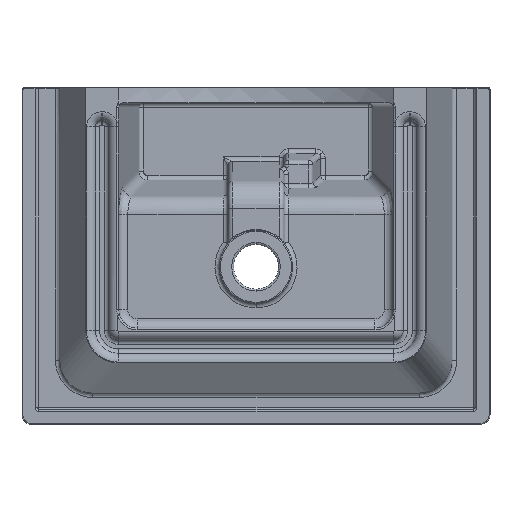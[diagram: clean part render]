
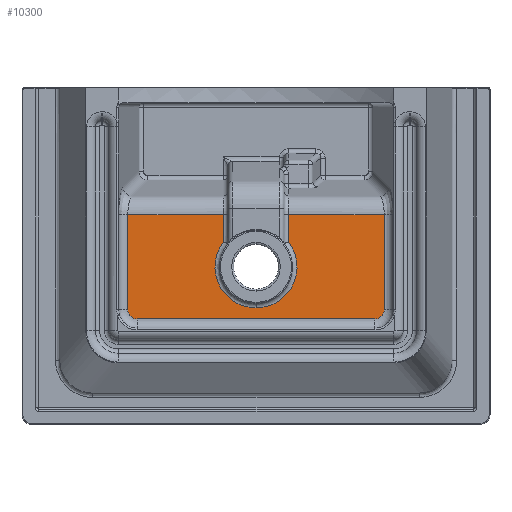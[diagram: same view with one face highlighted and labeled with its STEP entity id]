
A CAD part, front view. The second image highlights one B-rep face of the part: STEP entity #10300.
In plain terms, the highlighted planar face has unit normal (0, -1, 0).
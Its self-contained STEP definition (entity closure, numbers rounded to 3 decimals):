
#5 = LINE ( 'NONE', #4401, #10632 ) ;
#34 = ORIENTED_EDGE ( 'NONE', *, *, #2148, .T. ) ;
#448 = ORIENTED_EDGE ( 'NONE', *, *, #6196, .T. ) ;
#528 = AXIS2_PLACEMENT_3D ( 'NONE', #6349, #11597, #808 ) ;
#609 = DIRECTION ( 'NONE',  ( 0., 0., -1. ) ) ;
#640 = EDGE_CURVE ( 'NONE', #5678, #8373, #1596, .T. ) ;
#719 = DIRECTION ( 'NONE',  ( 0., -1., 0. ) ) ;
#800 = CARTESIAN_POINT ( 'NONE',  ( 127.5, -118., -67.846 ) ) ;
#808 = DIRECTION ( 'NONE',  ( 0., 0., -1. ) ) ;
#851 = CARTESIAN_POINT ( 'NONE',  ( -137.346, -118., -58. ) ) ;
#861 = CARTESIAN_POINT ( 'NONE',  ( 127.5, -118., -67.846 ) ) ;
#1028 = ORIENTED_EDGE ( 'NONE', *, *, #8508, .T. ) ;
#1041 = ORIENTED_EDGE ( 'NONE', *, *, #1971, .T. ) ;
#1084 = ORIENTED_EDGE ( 'NONE', *, *, #7686, .T. ) ;
#1088 = EDGE_CURVE ( 'NONE', #2539, #10141, #2971, .T. ) ;
#1273 = DIRECTION ( 'NONE',  ( 0., 0., -1. ) ) ;
#1596 = LINE ( 'NONE', #10296, #5640 ) ;
#1712 = VECTOR ( 'NONE', #4265, 1000. ) ;
#1766 = EDGE_CURVE ( 'NONE', #12814, #13476, #3979, .T. ) ;
#1807 = CARTESIAN_POINT ( 'NONE',  ( 127.5, -118., -58. ) ) ;
#1966 = FACE_OUTER_BOUND ( 'NONE', #5557, .T. ) ;
#1971 = EDGE_CURVE ( 'NONE', #9924, #2539, #5, .T. ) ;
#2148 = EDGE_CURVE ( 'NONE', #5768, #8529, #6959, .T. ) ;
#2149 = CIRCLE ( 'NONE', #10872, 9.846 ) ;
#2161 = DIRECTION ( 'NONE',  ( 0., 1., 0. ) ) ;
#2539 = VERTEX_POINT ( 'NONE', #6482 ) ;
#2864 = CARTESIAN_POINT ( 'NONE',  ( 137.346, -118., -58. ) ) ;
#2931 = CIRCLE ( 'NONE', #13475, 9.846 ) ;
#2971 = CIRCLE ( 'NONE', #14206, 44. ) ;
#3282 = VECTOR ( 'NONE', #11549, 1000. ) ;
#3625 = CARTESIAN_POINT ( 'NONE',  ( 0., -118., -56. ) ) ;
#3692 = ORIENTED_EDGE ( 'NONE', *, *, #1088, .T. ) ;
#3979 = LINE ( 'NONE', #800, #1712 ) ;
#4107 = CARTESIAN_POINT ( 'NONE',  ( -35., -118., 43.981 ) ) ;
#4258 = CARTESIAN_POINT ( 'NONE',  ( -35., -118., 14.665 ) ) ;
#4265 = DIRECTION ( 'NONE',  ( 1., 0., 0. ) ) ;
#4385 = CARTESIAN_POINT ( 'NONE',  ( 137.346, -118., 43.981 ) ) ;
#4401 = CARTESIAN_POINT ( 'NONE',  ( 35., -118., 12.92 ) ) ;
#4426 = CARTESIAN_POINT ( 'NONE',  ( 35., -118., 43.981 ) ) ;
#4947 = CARTESIAN_POINT ( 'NONE',  ( -145.737, -118., 43.981 ) ) ;
#4968 = CARTESIAN_POINT ( 'NONE',  ( -145.737, -118., 43.981 ) ) ;
#5043 = DIRECTION ( 'NONE',  ( -1., 0., 0. ) ) ;
#5465 = CIRCLE ( 'NONE', #5914, 44. ) ;
#5557 = EDGE_LOOP ( 'NONE', ( #6656, #1041, #3692, #1084, #1028, #448, #12979, #12220, #12662, #6339, #34 ) ) ;
#5640 = VECTOR ( 'NONE', #12438, 1000. ) ;
#5678 = VERTEX_POINT ( 'NONE', #7883 ) ;
#5768 = VERTEX_POINT ( 'NONE', #12647 ) ;
#5914 = AXIS2_PLACEMENT_3D ( 'NONE', #9784, #2161, #6760 ) ;
#5936 = DIRECTION ( 'NONE',  ( 0., -1., 0. ) ) ;
#6113 = LINE ( 'NONE', #4968, #12333 ) ;
#6196 = EDGE_CURVE ( 'NONE', #10076, #5678, #11624, .T. ) ;
#6339 = ORIENTED_EDGE ( 'NONE', *, *, #13456, .T. ) ;
#6349 = CARTESIAN_POINT ( 'NONE',  ( 127.5, -118., -58. ) ) ;
#6482 = CARTESIAN_POINT ( 'NONE',  ( 35., -118., 14.665 ) ) ;
#6515 = EDGE_CURVE ( 'NONE', #8373, #12814, #2149, .T. ) ;
#6656 = ORIENTED_EDGE ( 'NONE', *, *, #8172, .T. ) ;
#6760 = DIRECTION ( 'NONE',  ( 0., 0., -1. ) ) ;
#6959 = LINE ( 'NONE', #2864, #3282 ) ;
#7614 = DIRECTION ( 'NONE',  ( 0., 1., 0. ) ) ;
#7686 = EDGE_CURVE ( 'NONE', #10141, #13540, #5465, .T. ) ;
#7883 = CARTESIAN_POINT ( 'NONE',  ( -137.346, -118., 43.981 ) ) ;
#8172 = EDGE_CURVE ( 'NONE', #8529, #9924, #6113, .T. ) ;
#8197 = VECTOR ( 'NONE', #9410, 1000. ) ;
#8276 = DIRECTION ( 'NONE',  ( 0., 0., -1. ) ) ;
#8373 = VERTEX_POINT ( 'NONE', #851 ) ;
#8487 = DIRECTION ( 'NONE',  ( 0., 0., 1. ) ) ;
#8508 = EDGE_CURVE ( 'NONE', #13540, #10076, #11926, .T. ) ;
#8529 = VERTEX_POINT ( 'NONE', #4385 ) ;
#8781 = DIRECTION ( 'NONE',  ( 0., 0., -1. ) ) ;
#8907 = VECTOR ( 'NONE', #8487, 1000. ) ;
#9314 = CARTESIAN_POINT ( 'NONE',  ( -35., -118., 43.981 ) ) ;
#9410 = DIRECTION ( 'NONE',  ( -1., 0., 0. ) ) ;
#9784 = CARTESIAN_POINT ( 'NONE',  ( 0., -118., -12. ) ) ;
#9924 = VERTEX_POINT ( 'NONE', #4426 ) ;
#9980 = CARTESIAN_POINT ( 'NONE',  ( 0., -118., -12. ) ) ;
#10076 = VERTEX_POINT ( 'NONE', #9314 ) ;
#10141 = VERTEX_POINT ( 'NONE', #3625 ) ;
#10296 = CARTESIAN_POINT ( 'NONE',  ( -137.346, -118., -58. ) ) ;
#10300 = ADVANCED_FACE ( 'NONE', ( #1966 ), #12675, .T. ) ;
#10632 = VECTOR ( 'NONE', #8781, 1000. ) ;
#10872 = AXIS2_PLACEMENT_3D ( 'NONE', #13545, #5936, #609 ) ;
#11023 = CARTESIAN_POINT ( 'NONE',  ( -127.5, -118., -67.846 ) ) ;
#11549 = DIRECTION ( 'NONE',  ( 0., 0., 1. ) ) ;
#11597 = DIRECTION ( 'NONE',  ( 0., -1., 0. ) ) ;
#11624 = LINE ( 'NONE', #4947, #8197 ) ;
#11926 = LINE ( 'NONE', #4107, #8907 ) ;
#12220 = ORIENTED_EDGE ( 'NONE', *, *, #6515, .T. ) ;
#12333 = VECTOR ( 'NONE', #5043, 1000. ) ;
#12438 = DIRECTION ( 'NONE',  ( 0., 0., -1. ) ) ;
#12647 = CARTESIAN_POINT ( 'NONE',  ( 137.346, -118., -58. ) ) ;
#12662 = ORIENTED_EDGE ( 'NONE', *, *, #1766, .T. ) ;
#12675 = PLANE ( 'NONE',  #528 ) ;
#12814 = VERTEX_POINT ( 'NONE', #11023 ) ;
#12979 = ORIENTED_EDGE ( 'NONE', *, *, #640, .T. ) ;
#13456 = EDGE_CURVE ( 'NONE', #13476, #5768, #2931, .T. ) ;
#13475 = AXIS2_PLACEMENT_3D ( 'NONE', #1807, #719, #8276 ) ;
#13476 = VERTEX_POINT ( 'NONE', #861 ) ;
#13540 = VERTEX_POINT ( 'NONE', #4258 ) ;
#13545 = CARTESIAN_POINT ( 'NONE',  ( -127.5, -118., -58. ) ) ;
#14206 = AXIS2_PLACEMENT_3D ( 'NONE', #9980, #7614, #1273 ) ;
